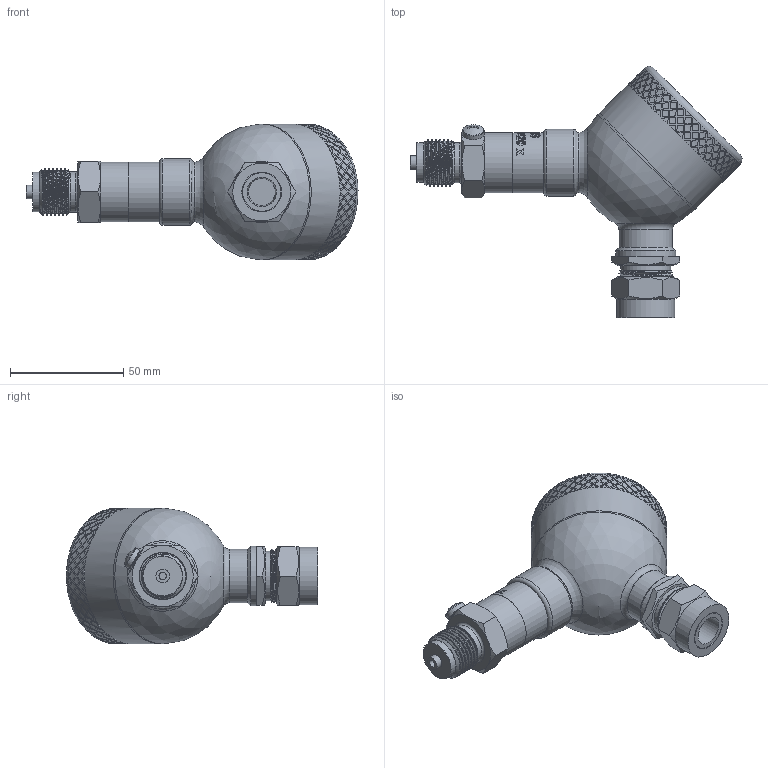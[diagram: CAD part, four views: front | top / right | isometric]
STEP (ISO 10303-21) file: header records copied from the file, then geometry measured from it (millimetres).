
FILE_DESCRIPTION(/* description */ (''),/* implementation_level */ '2;1');
FILE_NAME(/* name */ 'APZ3420x_M20x1,5EN_CableGlandM20x1,5Exd_display.step',/* time_stamp */ '2022-08-29T10:38:56+03:00',/* author */ (''),/* organization */ (''),/* preprocessor_version */ 'ST-DEVELOPER v19',/* originating_system */ 'Autodesk Translation Framework v11.7.0.108',/* authorisation */ '');
FILE_SCHEMA (('AUTOMOTIVE_DESIGN { 1 0 10303 214 3 1 1 }'));
Length unit declared in the file: millimetre
Products named in the file (8): (Unsaved); M20x1,5 EN; Field housing; Cover for display; Display; Main body; screw M6x1 v1; M20x1,5 steel cable gland Ex d v3
Assembly tree (7 placements, depth 3):
  (Unsaved)
    M20x1,5 EN
    Field housing
      Cover for display
      Display
      Main body
    screw M6x1 v1
    M20x1,5 steel cable gland Ex d v3
Bounding box: 146.88 x 111.09 x 60.1 mm (x, y, z)
Volume: 235411.7 mm3; surface area: 52249 mm2
Topology: 14 solids, 14 shells, 1584 faces, 4038 edges, 2686 vertices
Faces by surface type: bspline 950, cylinder 333, plane 252, cone 32, torus 15, sphere 2
Full cylindrical faces by diameter (mm): 3.3 x1, 4.234 x6, 4.744 x5, 5 x4, 5.12 x6, 6 x1, 9.6 x1, 12 x1, 13 x1, 17 x2, 17.5 x1, 17.6 x1, 17.8 x1, 18.137 x7, 18.631 x6, 19.85 x6, 21 x1, 22 x1, 22.132 x1, 22.4 x1, 23.6 x1, 24.5 x2, 25.6 x1, 26.5 x3, 29.5 x1, 41 x3, 46 x2, 52.5 x1, 53 x1, 54.5 x1
Entity records: 85618 total; most frequent: CARTESIAN_POINT 53259, ORIENTED_EDGE 8070, EDGE_CURVE 4035, DIRECTION 3836, VERTEX_POINT 2686, B_SPLINE_CURVE_WITH_KNOTS 1965, EDGE_LOOP 1823, FACE_OUTER_BOUND 1584
